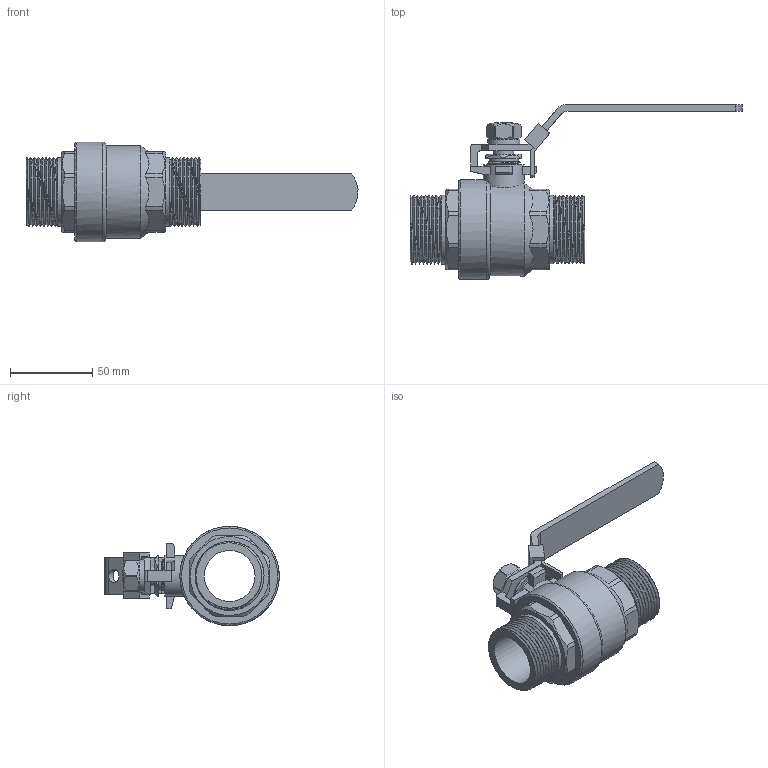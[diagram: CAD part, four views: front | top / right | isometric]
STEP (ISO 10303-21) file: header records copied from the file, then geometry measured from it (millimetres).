
FILE_DESCRIPTION(/* description */ ('Unknown'),/* implementation_level */ '2;1');
FILE_NAME(/* name */ 'R-621-2U-DN32md1',/* time_stamp */ '2020-12-14T16:25:26+08:00',/* author */ ('Unknown'),/* organization */ ('Unknown'),/* preprocessor_version */ 'ST-DEVELOPER v16.7',/* originating_system */ 'DEX',/* authorisation */ $);
FILE_SCHEMA (('AUTOMOTIVE_DESIGN {1 0 10303 214 3 1 1}'));
Length unit declared in the file: millimetre
Products named in the file (1): R-621-2U-DN32md1
Bounding box: 202.05 x 106.25 x 60.48 mm (x, y, z)
Volume: 158927.6 mm3; surface area: 53460 mm2
Topology: 1 solids, 3 shells, 308 faces, 981 edges, 661 vertices
Faces by surface type: plane 128, cylinder 96, bspline 72, cone 10, torus 2
Full cylindrical faces by diameter (mm): 8 x1, 12 x1, 12.5 x1, 18 x1, 25 x1, 31 x1, 34.082 x1, 34.767 x1, 34.77 x1, 35.243 x1, 36.648 x1, 41.8 x8, 41.9 x8, 60.5 x1
Entity records: 26460 total; most frequent: CARTESIAN_POINT 19188, ORIENTED_EDGE 1850, DIRECTION 1085, EDGE_CURVE 925, VERTEX_POINT 643, AXIS2_PLACEMENT_3D 378, EDGE_LOOP 338, FACE_BOUND 338
